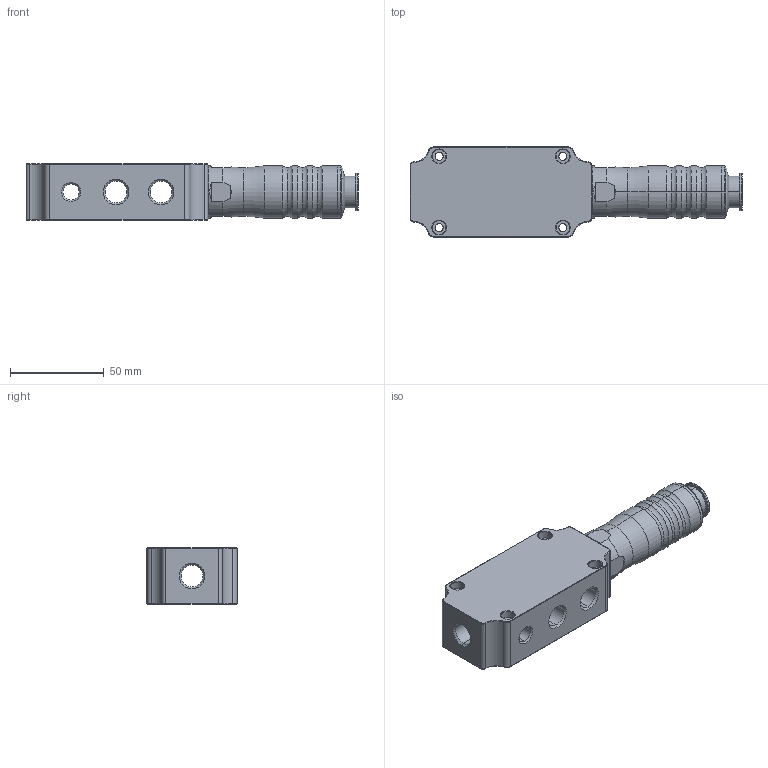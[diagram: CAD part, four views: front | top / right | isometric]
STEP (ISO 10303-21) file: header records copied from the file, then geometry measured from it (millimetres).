
FILE_DESCRIPTION (( 'STEP AP203' ), '1' );
FILE_NAME ('HGX-VT18-02-06-STP.STEP', '2024-06-19T02:59:33', ( 'Microsoft' ), ( 'Microsoft' ), 'SwSTEP 2.0', 'SolidWorks 2019', '' );
FILE_SCHEMA (( 'CONFIG_CONTROL_DESIGN' ));
Length unit declared in the file: millimetre
Products named in the file (1): HGX-VT18-02-06-STP
Bounding box: 177 x 48 x 30 mm (x, y, z)
Surface area: 28831.1 mm2 (no closed solid volume)
Topology: 0 solids, 5 shells, 183 faces, 424 edges, 252 vertices
Faces by surface type: cylinder 64, cone 62, plane 35, torus 22
Entity records: 5311 total; most frequent: DIRECTION 1006, CARTESIAN_POINT 940, ORIENTED_EDGE 816, EDGE_CURVE 424, AXIS2_PLACEMENT_3D 418, VERTEX_POINT 252, CIRCLE 234, EDGE_LOOP 208
